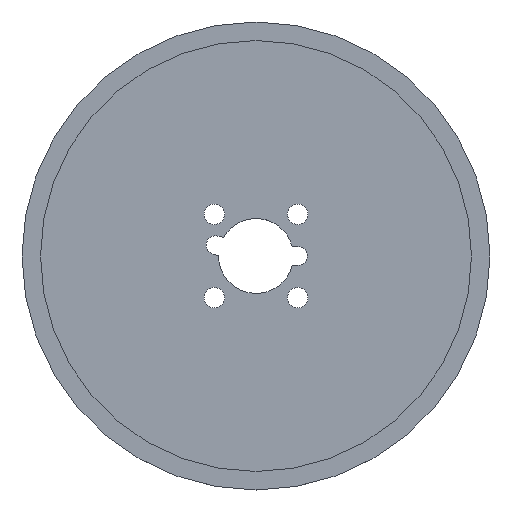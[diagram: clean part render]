
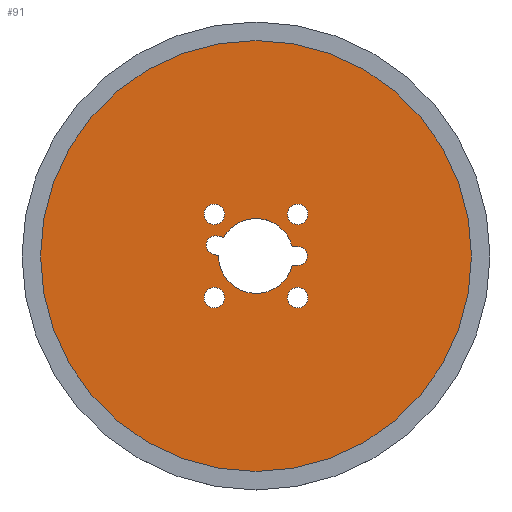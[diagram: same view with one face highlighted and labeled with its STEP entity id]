
A CAD part, top view. The second image highlights one B-rep face of the part: STEP entity #91.
In plain terms, the highlighted planar face has unit normal (0, 0, 1).
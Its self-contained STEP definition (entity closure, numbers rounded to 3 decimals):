
#50=PLANE('',#412);
#58=LINE('',#581,#74);
#59=LINE('',#585,#75);
#60=LINE('',#589,#76);
#61=LINE('',#593,#77);
#74=VECTOR('',#470,1.);
#75=VECTOR('',#473,1.);
#76=VECTOR('',#476,1.);
#77=VECTOR('',#479,1.);
#91=ADVANCED_FACE('',(#125,#126,#127,#128,#129,#130),#50,.T.);
#125=FACE_BOUND('',#159,.T.);
#126=FACE_BOUND('',#160,.T.);
#127=FACE_BOUND('',#161,.T.);
#128=FACE_BOUND('',#162,.T.);
#129=FACE_BOUND('',#163,.T.);
#130=FACE_BOUND('',#164,.T.);
#159=EDGE_LOOP('',(#201));
#160=EDGE_LOOP('',(#202));
#161=EDGE_LOOP('',(#203));
#162=EDGE_LOOP('',(#204));
#163=EDGE_LOOP('',(#205));
#164=EDGE_LOOP('',(#206,#207,#208,#209,#210,#211,#212,#213));
#201=ORIENTED_EDGE('',*,*,#311,.T.);
#202=ORIENTED_EDGE('',*,*,#313,.F.);
#203=ORIENTED_EDGE('',*,*,#314,.F.);
#204=ORIENTED_EDGE('',*,*,#315,.F.);
#205=ORIENTED_EDGE('',*,*,#316,.F.);
#206=ORIENTED_EDGE('',*,*,#317,.F.);
#207=ORIENTED_EDGE('',*,*,#318,.T.);
#208=ORIENTED_EDGE('',*,*,#319,.F.);
#209=ORIENTED_EDGE('',*,*,#320,.T.);
#210=ORIENTED_EDGE('',*,*,#321,.F.);
#211=ORIENTED_EDGE('',*,*,#322,.F.);
#212=ORIENTED_EDGE('',*,*,#323,.F.);
#213=ORIENTED_EDGE('',*,*,#324,.T.);
#279=VERTEX_POINT('',#566);
#281=VERTEX_POINT('',#571);
#282=VERTEX_POINT('',#573);
#283=VERTEX_POINT('',#575);
#284=VERTEX_POINT('',#577);
#285=VERTEX_POINT('',#579);
#286=VERTEX_POINT('',#580);
#287=VERTEX_POINT('',#582);
#288=VERTEX_POINT('',#584);
#289=VERTEX_POINT('',#586);
#290=VERTEX_POINT('',#588);
#291=VERTEX_POINT('',#590);
#292=VERTEX_POINT('',#592);
#311=EDGE_CURVE('',#279,#279,#351,.T.);
#313=EDGE_CURVE('',#281,#281,#353,.T.);
#314=EDGE_CURVE('',#282,#282,#354,.T.);
#315=EDGE_CURVE('',#283,#283,#355,.T.);
#316=EDGE_CURVE('',#284,#284,#356,.T.);
#317=EDGE_CURVE('',#285,#286,#357,.T.);
#318=EDGE_CURVE('',#285,#287,#58,.T.);
#319=EDGE_CURVE('',#288,#287,#358,.T.);
#320=EDGE_CURVE('',#288,#289,#59,.T.);
#321=EDGE_CURVE('',#290,#289,#359,.T.);
#322=EDGE_CURVE('',#291,#290,#60,.T.);
#323=EDGE_CURVE('',#292,#291,#360,.T.);
#324=EDGE_CURVE('',#292,#286,#61,.T.);
#351=CIRCLE('',#401,124.4);
#353=CIRCLE('',#404,5.5);
#354=CIRCLE('',#405,5.5);
#355=CIRCLE('',#406,5.5);
#356=CIRCLE('',#407,5.5);
#357=CIRCLE('',#408,5.);
#358=CIRCLE('',#409,20.004);
#359=CIRCLE('',#410,5.);
#360=CIRCLE('',#411,20.004);
#401=AXIS2_PLACEMENT_3D('',#565,#454,#455);
#404=AXIS2_PLACEMENT_3D('',#570,#460,#461);
#405=AXIS2_PLACEMENT_3D('',#572,#462,#463);
#406=AXIS2_PLACEMENT_3D('',#574,#464,#465);
#407=AXIS2_PLACEMENT_3D('',#576,#466,#467);
#408=AXIS2_PLACEMENT_3D('',#578,#468,#469);
#409=AXIS2_PLACEMENT_3D('',#583,#471,#472);
#410=AXIS2_PLACEMENT_3D('',#587,#474,#475);
#411=AXIS2_PLACEMENT_3D('',#591,#477,#478);
#412=AXIS2_PLACEMENT_3D('',#594,#480,#481);
#454=DIRECTION('',(0.,0.,1.));
#455=DIRECTION('',(-1.,0.,0.));
#460=DIRECTION('',(0.,0.,1.));
#461=DIRECTION('',(0.,1.,0.));
#462=DIRECTION('',(0.,0.,1.));
#463=DIRECTION('',(0.,1.,0.));
#464=DIRECTION('',(0.,0.,1.));
#465=DIRECTION('',(0.,1.,0.));
#466=DIRECTION('',(0.,0.,1.));
#467=DIRECTION('',(0.,1.,0.));
#468=DIRECTION('',(0.,0.,1.));
#469=DIRECTION('',(0.,1.,0.));
#470=DIRECTION('',(-1.,0.,0.));
#471=DIRECTION('',(0.,0.,1.));
#472=DIRECTION('',(0.,1.,0.));
#473=DIRECTION('',(-0.966,0.259,0.));
#474=DIRECTION('',(0.,0.,1.));
#475=DIRECTION('',(0.,1.,0.));
#476=DIRECTION('',(-0.966,0.259,0.));
#477=DIRECTION('',(0.,0.,1.));
#478=DIRECTION('',(0.,1.,0.));
#479=DIRECTION('',(1.,0.,0.));
#480=DIRECTION('',(0.,0.,1.));
#481=DIRECTION('',(0.,1.,0.));
#565=CARTESIAN_POINT('',(0.,0.,0.));
#566=CARTESIAN_POINT('',(-124.4,0.,0.));
#570=CARTESIAN_POINT('',(22.274,-22.274,0.));
#571=CARTESIAN_POINT('',(22.274,-16.774,0.));
#572=CARTESIAN_POINT('',(-22.274,-22.274,0.));
#573=CARTESIAN_POINT('',(-22.274,-16.774,0.));
#574=CARTESIAN_POINT('',(-22.274,22.274,0.));
#575=CARTESIAN_POINT('',(-22.274,27.774,0.));
#576=CARTESIAN_POINT('',(22.274,22.274,0.));
#577=CARTESIAN_POINT('',(22.274,27.774,0.));
#578=CARTESIAN_POINT('',(22.396,0.,0.));
#579=CARTESIAN_POINT('',(22.396,-5.,0.));
#580=CARTESIAN_POINT('',(22.396,5.,0.));
#581=CARTESIAN_POINT('',(0.,-5.,0.));
#582=CARTESIAN_POINT('',(19.369,-5.,0.));
#583=CARTESIAN_POINT('',(0.,0.,0.));
#584=CARTESIAN_POINT('',(-20.003,0.183,0.));
#585=CARTESIAN_POINT('',(-1.294,-4.83,0.));
#586=CARTESIAN_POINT('',(-22.927,0.967,0.));
#587=CARTESIAN_POINT('',(-21.633,5.797,0.));
#588=CARTESIAN_POINT('',(-20.339,10.626,0.));
#589=CARTESIAN_POINT('',(1.294,4.83,0.));
#590=CARTESIAN_POINT('',(-17.415,9.843,0.));
#591=CARTESIAN_POINT('',(0.,0.,0.));
#592=CARTESIAN_POINT('',(19.369,5.,0.));
#593=CARTESIAN_POINT('',(0.,5.,0.));
#594=CARTESIAN_POINT('',(0.,0.,0.));
